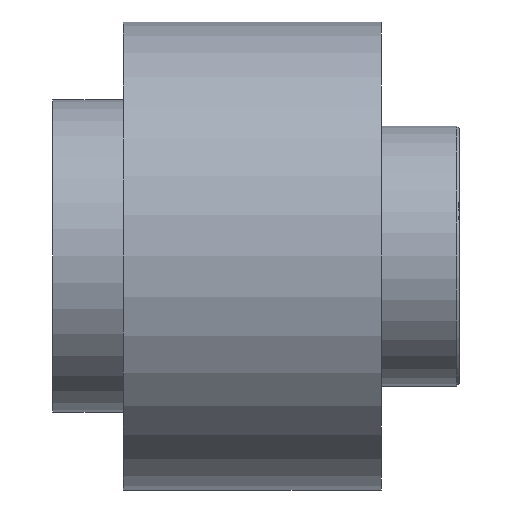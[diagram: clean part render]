
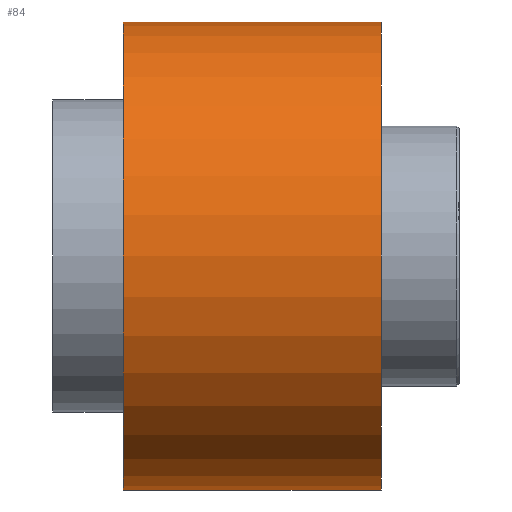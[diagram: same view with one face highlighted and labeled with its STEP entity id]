
A CAD part, left-side view. The second image highlights one B-rep face of the part: STEP entity #84.
In plain terms, the highlighted cylindrical face has radius 2.25 mm (diameter 4.5 mm), a partial arc.
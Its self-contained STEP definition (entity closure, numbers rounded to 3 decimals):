
#84 = ADVANCED_FACE ( 'NONE', ( #655 ), #1151, .T. ) ;
#135 = EDGE_CURVE ( 'NONE', #980, #2630, #3389, .T. ) ;
#191 = EDGE_LOOP ( 'NONE', ( #3125, #2790, #406, #2634 ) ) ;
#224 = CARTESIAN_POINT ( 'NONE',  ( 0., 2.48, 2.25 ) ) ;
#315 = DIRECTION ( 'NONE',  ( 0., 0., 1. ) ) ;
#330 = CARTESIAN_POINT ( 'NONE',  ( 0., 2.48, 0. ) ) ;
#332 = AXIS2_PLACEMENT_3D ( 'NONE', #2435, #1910, #315 ) ;
#406 = ORIENTED_EDGE ( 'NONE', *, *, #3333, .T. ) ;
#544 = CARTESIAN_POINT ( 'NONE',  ( 0., 2.48, 2.25 ) ) ;
#655 = FACE_OUTER_BOUND ( 'NONE', #191, .T. ) ;
#857 = DIRECTION ( 'NONE',  ( 0., -1., 0. ) ) ;
#896 = VECTOR ( 'NONE', #3379, 1000. ) ;
#945 = LINE ( 'NONE', #1263, #896 ) ;
#980 = VERTEX_POINT ( 'NONE', #2283 ) ;
#1117 = CARTESIAN_POINT ( 'NONE',  ( 0., 0., 2.25 ) ) ;
#1151 = CYLINDRICAL_SURFACE ( 'NONE', #2758, 2.25 ) ;
#1263 = CARTESIAN_POINT ( 'NONE',  ( 0., 2.48, -2.25 ) ) ;
#1376 = CARTESIAN_POINT ( 'NONE',  ( 0., 0., 0. ) ) ;
#1729 = EDGE_CURVE ( 'NONE', #2878, #3048, #2321, .T. ) ;
#1910 = DIRECTION ( 'NONE',  ( 0., 1., 0. ) ) ;
#1936 = DIRECTION ( 'NONE',  ( 0., 0., -1. ) ) ;
#2250 = LINE ( 'NONE', #544, #2840 ) ;
#2283 = CARTESIAN_POINT ( 'NONE',  ( 0., 2.48, -2.25 ) ) ;
#2321 = CIRCLE ( 'NONE', #2894, 2.25 ) ;
#2435 = CARTESIAN_POINT ( 'NONE',  ( 0., 2.48, 0. ) ) ;
#2471 = CARTESIAN_POINT ( 'NONE',  ( 0., 0., -2.25 ) ) ;
#2630 = VERTEX_POINT ( 'NONE', #224 ) ;
#2634 = ORIENTED_EDGE ( 'NONE', *, *, #1729, .T. ) ;
#2758 = AXIS2_PLACEMENT_3D ( 'NONE', #330, #857, #1936 ) ;
#2764 = DIRECTION ( 'NONE',  ( 0., 0., 1. ) ) ;
#2790 = ORIENTED_EDGE ( 'NONE', *, *, #135, .F. ) ;
#2798 = EDGE_CURVE ( 'NONE', #2630, #3048, #2250, .T. ) ;
#2840 = VECTOR ( 'NONE', #2958, 1000. ) ;
#2878 = VERTEX_POINT ( 'NONE', #2471 ) ;
#2894 = AXIS2_PLACEMENT_3D ( 'NONE', #1376, #3232, #2764 ) ;
#2958 = DIRECTION ( 'NONE',  ( 0., -1., 0. ) ) ;
#3048 = VERTEX_POINT ( 'NONE', #1117 ) ;
#3125 = ORIENTED_EDGE ( 'NONE', *, *, #2798, .F. ) ;
#3232 = DIRECTION ( 'NONE',  ( 0., 1., 0. ) ) ;
#3333 = EDGE_CURVE ( 'NONE', #980, #2878, #945, .T. ) ;
#3379 = DIRECTION ( 'NONE',  ( 0., -1., 0. ) ) ;
#3389 = CIRCLE ( 'NONE', #332, 2.25 ) ;
